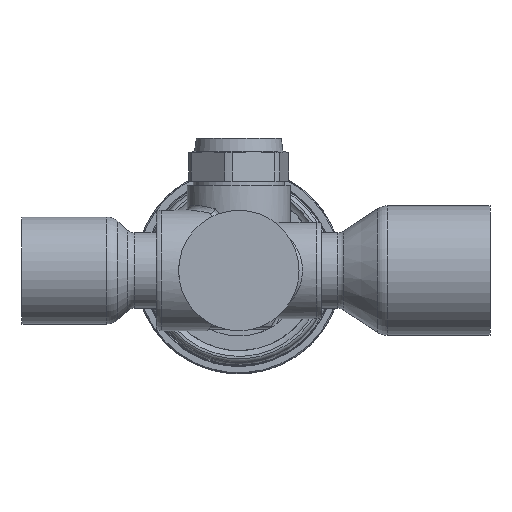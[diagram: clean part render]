
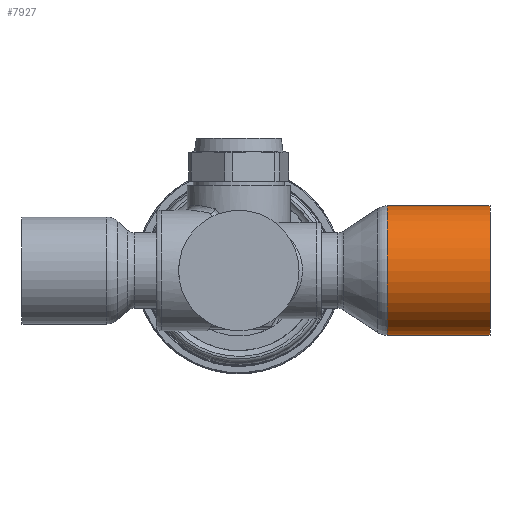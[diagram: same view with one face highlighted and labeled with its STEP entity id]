
A CAD part, front view. The second image highlights one B-rep face of the part: STEP entity #7927.
In plain terms, the highlighted cylindrical face has radius 18.8 mm (diameter 37.6 mm), a full revolution.
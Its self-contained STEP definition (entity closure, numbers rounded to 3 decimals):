
#900=CYLINDRICAL_SURFACE('',#8567,18.8);
#1148=FACE_OUTER_BOUND('',#1590,.T.);
#1590=EDGE_LOOP('',(#6246,#6247,#6248,#6249,#6250,#6251));
#2305=CIRCLE('',#8568,18.8);
#2306=CIRCLE('',#8569,18.8);
#2307=CIRCLE('',#8570,18.8);
#2308=CIRCLE('',#8571,18.8);
#2783=LINE('',#21707,#3125);
#3125=VECTOR('',#10009,18.8);
#3671=VERTEX_POINT('',#21702);
#3672=VERTEX_POINT('',#21703);
#3673=VERTEX_POINT('',#21706);
#3674=VERTEX_POINT('',#21708);
#4642=EDGE_CURVE('',#3671,#3672,#2305,.T.);
#4643=EDGE_CURVE('',#3672,#3671,#2306,.T.);
#4644=EDGE_CURVE('',#3672,#3673,#2783,.T.);
#4645=EDGE_CURVE('',#3673,#3674,#2307,.T.);
#4646=EDGE_CURVE('',#3674,#3673,#2308,.T.);
#6246=ORIENTED_EDGE('',*,*,#4642,.F.);
#6247=ORIENTED_EDGE('',*,*,#4643,.F.);
#6248=ORIENTED_EDGE('',*,*,#4644,.T.);
#6249=ORIENTED_EDGE('',*,*,#4645,.T.);
#6250=ORIENTED_EDGE('',*,*,#4646,.T.);
#6251=ORIENTED_EDGE('',*,*,#4644,.F.);
#7927=ADVANCED_FACE('',(#1148),#900,.T.);
#8567=AXIS2_PLACEMENT_3D('',#21701,#10003,#10004);
#8568=AXIS2_PLACEMENT_3D('',#21704,#10005,#10006);
#8569=AXIS2_PLACEMENT_3D('',#21705,#10007,#10008);
#8570=AXIS2_PLACEMENT_3D('',#21709,#10010,#10011);
#8571=AXIS2_PLACEMENT_3D('',#21710,#10012,#10013);
#10003=DIRECTION('center_axis',(-1.,0.,0.));
#10004=DIRECTION('ref_axis',(0.,0.,-1.));
#10005=DIRECTION('center_axis',(-1.,0.,0.));
#10006=DIRECTION('ref_axis',(0.,0.,-1.));
#10007=DIRECTION('center_axis',(-1.,0.,0.));
#10008=DIRECTION('ref_axis',(0.,0.,-1.));
#10009=DIRECTION('',(1.,0.,0.));
#10010=DIRECTION('center_axis',(-1.,0.,0.));
#10011=DIRECTION('ref_axis',(0.,0.,-1.));
#10012=DIRECTION('center_axis',(-1.,0.,0.));
#10013=DIRECTION('ref_axis',(0.,0.,-1.));
#21701=CARTESIAN_POINT('Origin',(10.234,-38.067,131.75));
#21702=CARTESIAN_POINT('',(37.36,-38.067,112.95));
#21703=CARTESIAN_POINT('',(37.36,-38.067,150.55));
#21704=CARTESIAN_POINT('Origin',(37.36,-38.067,131.75));
#21705=CARTESIAN_POINT('Origin',(37.36,-38.067,131.75));
#21706=CARTESIAN_POINT('',(67.234,-38.067,150.55));
#21707=CARTESIAN_POINT('',(10.234,-38.067,150.55));
#21708=CARTESIAN_POINT('',(67.234,-38.067,112.95));
#21709=CARTESIAN_POINT('Origin',(67.234,-38.067,131.75));
#21710=CARTESIAN_POINT('Origin',(67.234,-38.067,131.75));
